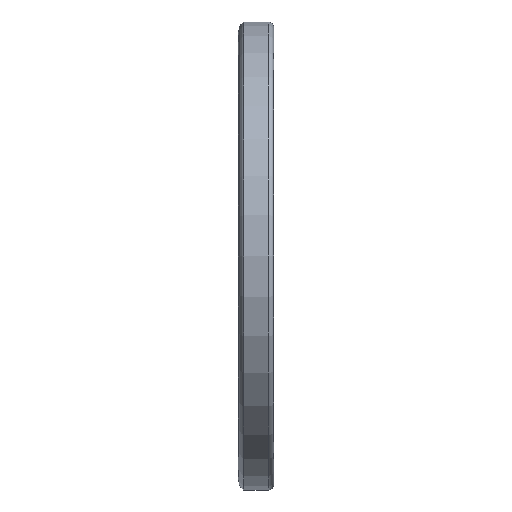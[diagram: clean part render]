
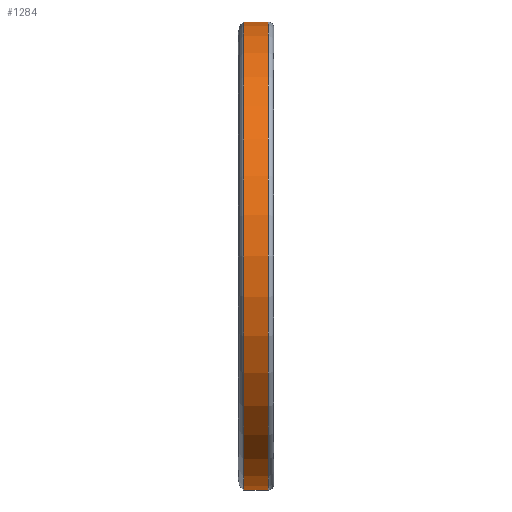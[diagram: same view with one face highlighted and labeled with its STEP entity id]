
A CAD part, left-side view. The second image highlights one B-rep face of the part: STEP entity #1284.
In plain terms, the highlighted cylindrical face has radius 53.2 mm (diameter 106.4 mm), a partial arc.
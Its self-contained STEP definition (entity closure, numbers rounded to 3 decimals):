
#144 = CARTESIAN_POINT ( 'NONE',  ( 0., 8., 0. ) ) ;
#166 = DIRECTION ( 'NONE',  ( 0., -1., 0. ) ) ;
#431 = CARTESIAN_POINT ( 'NONE',  ( 0., 8., 53.2 ) ) ;
#647 = VERTEX_POINT ( 'NONE', #1554 ) ;
#697 = DIRECTION ( 'NONE',  ( 0., -1., 0. ) ) ;
#755 = VECTOR ( 'NONE', #697, 1000. ) ;
#940 = DIRECTION ( 'NONE',  ( 0., 0., -1. ) ) ;
#949 = VERTEX_POINT ( 'NONE', #4005 ) ;
#1001 = EDGE_LOOP ( 'NONE', ( #2661, #3470, #2001, #3429 ) ) ;
#1041 = LINE ( 'NONE', #431, #755 ) ;
#1148 = EDGE_CURVE ( 'NONE', #647, #1482, #3777, .T. ) ;
#1284 = ADVANCED_FACE ( 'NONE', ( #1686 ), #2946, .T. ) ;
#1318 = CIRCLE ( 'NONE', #3611, 53.2 ) ;
#1482 = VERTEX_POINT ( 'NONE', #3167 ) ;
#1554 = CARTESIAN_POINT ( 'NONE',  ( 0., 1.2, -53.2 ) ) ;
#1655 = CARTESIAN_POINT ( 'NONE',  ( 0., 1.2, 0. ) ) ;
#1657 = CARTESIAN_POINT ( 'NONE',  ( 0., 8., -53.2 ) ) ;
#1686 = FACE_OUTER_BOUND ( 'NONE', #1001, .T. ) ;
#1794 = AXIS2_PLACEMENT_3D ( 'NONE', #1655, #2252, #2597 ) ;
#1853 = CARTESIAN_POINT ( 'NONE',  ( 0., 6.8, 53.2 ) ) ;
#1969 = LINE ( 'NONE', #1657, #2566 ) ;
#2001 = ORIENTED_EDGE ( 'NONE', *, *, #3184, .T. ) ;
#2076 = VERTEX_POINT ( 'NONE', #1853 ) ;
#2252 = DIRECTION ( 'NONE',  ( 0., 1., 0. ) ) ;
#2554 = EDGE_CURVE ( 'NONE', #2076, #1482, #1041, .T. ) ;
#2566 = VECTOR ( 'NONE', #2912, 1000. ) ;
#2597 = DIRECTION ( 'NONE',  ( 0., 0., 1. ) ) ;
#2661 = ORIENTED_EDGE ( 'NONE', *, *, #2554, .F. ) ;
#2822 = CARTESIAN_POINT ( 'NONE',  ( 0., 6.8, 0. ) ) ;
#2912 = DIRECTION ( 'NONE',  ( 0., -1., 0. ) ) ;
#2946 = CYLINDRICAL_SURFACE ( 'NONE', #3726, 53.2 ) ;
#2971 = DIRECTION ( 'NONE',  ( 0., 0., -1. ) ) ;
#3060 = EDGE_CURVE ( 'NONE', #2076, #949, #1318, .T. ) ;
#3167 = CARTESIAN_POINT ( 'NONE',  ( 0., 1.2, 53.2 ) ) ;
#3184 = EDGE_CURVE ( 'NONE', #949, #647, #1969, .T. ) ;
#3429 = ORIENTED_EDGE ( 'NONE', *, *, #1148, .T. ) ;
#3470 = ORIENTED_EDGE ( 'NONE', *, *, #3060, .T. ) ;
#3611 = AXIS2_PLACEMENT_3D ( 'NONE', #2822, #3749, #940 ) ;
#3726 = AXIS2_PLACEMENT_3D ( 'NONE', #144, #166, #2971 ) ;
#3749 = DIRECTION ( 'NONE',  ( 0., -1., 0. ) ) ;
#3777 = CIRCLE ( 'NONE', #1794, 53.2 ) ;
#4005 = CARTESIAN_POINT ( 'NONE',  ( 0., 6.8, -53.2 ) ) ;
